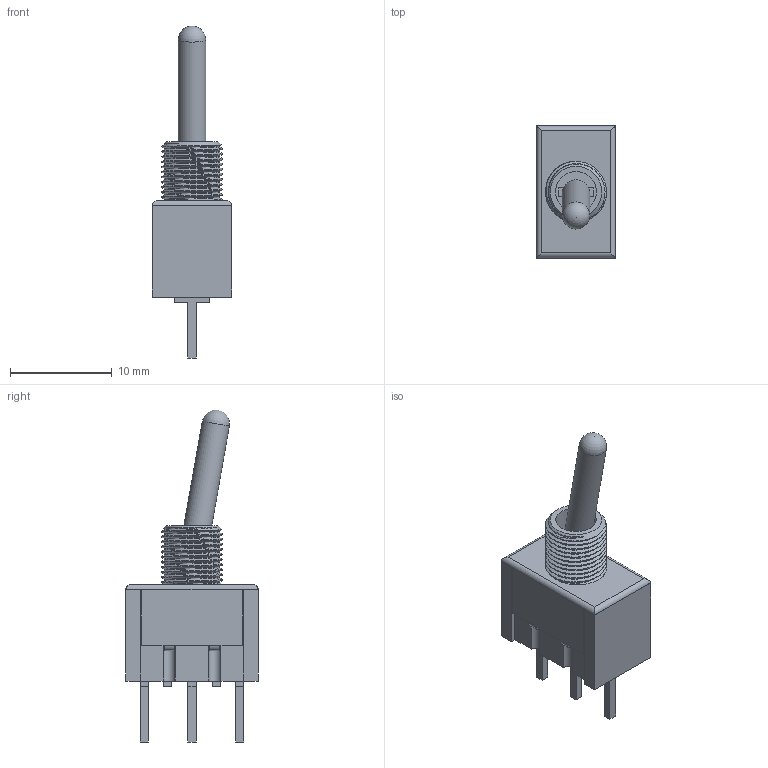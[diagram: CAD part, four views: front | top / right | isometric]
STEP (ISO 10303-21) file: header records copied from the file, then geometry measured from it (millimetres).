
FILE_DESCRIPTION(('FreeCAD Model'),'2;1');
FILE_NAME('Open CASCADE Shape Model','2022-02-19T19:52:27',(''),(''), 'Open CASCADE STEP processor 7.5','FreeCAD','Unknown');
FILE_SCHEMA(('AUTOMOTIVE_DESIGN { 1 0 10303 214 1 1 1 1 }'));
Length unit declared in the file: millimetre
Products named in the file (7): SPDT_Print; Plastic_Housing; Pin2; Pin1; Pin3; Shield; Shaft
Assembly tree (6 placements, depth 2):
  SPDT_Print
    Plastic_Housing
    Pin2
    Pin1
    Pin3
    Shield
    Shaft
Bounding box: 7.8 x 13 x 32.68 mm (x, y, z)
Volume: 698.2 mm3; surface area: 1770.7 mm2
Topology: 6 solids, 6 shells, 185 faces, 485 edges, 315 vertices
Faces by surface type: plane 119, bspline 43, cylinder 20, cone 2, sphere 1
Full cylindrical faces by diameter (mm): 2.7 x1, 4 x1
Entity records: 10162 total; most frequent: CARTESIAN_POINT 5820, ORIENTED_EDGE 968, DIRECTION 692, EDGE_CURVE 484, LINE 316, VECTOR 316, VERTEX_POINT 315, FACE_BOUND 197
